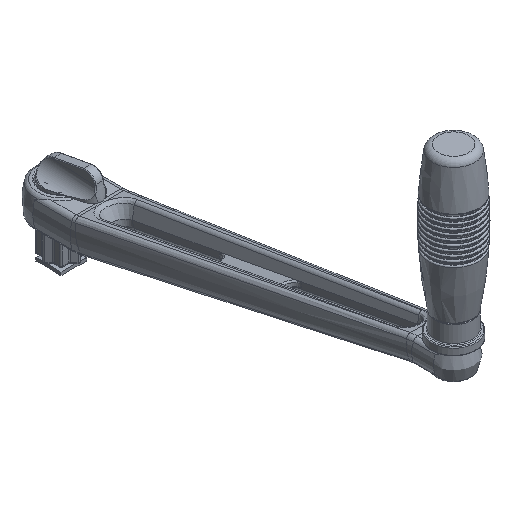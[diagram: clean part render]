
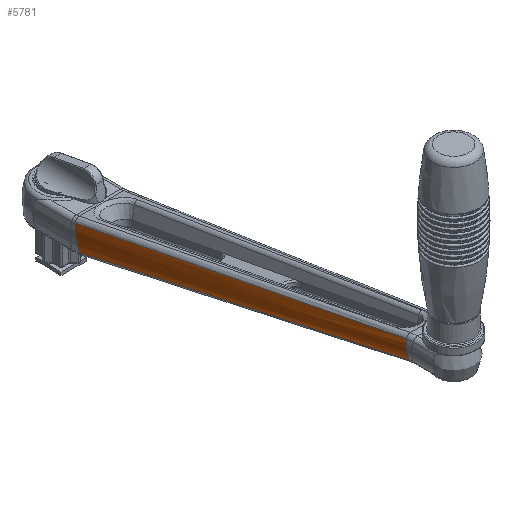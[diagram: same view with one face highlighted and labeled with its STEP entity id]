
A CAD part, isometric view. The second image highlights one B-rep face of the part: STEP entity #5781.
In plain terms, the highlighted free-form (B-spline) face has degree [3, 3] with [8, 4] control points.
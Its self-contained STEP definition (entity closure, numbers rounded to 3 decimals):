
#100=B_SPLINE_SURFACE_WITH_KNOTS('',3,3,((#11863,#11864,#11865,#11866),
(#11867,#11868,#11869,#11870),(#11871,#11872,#11873,#11874),(#11875,#11876,
#11877,#11878),(#11879,#11880,#11881,#11882),(#11883,#11884,#11885,#11886),
(#11887,#11888,#11889,#11890),(#11891,#11892,#11893,#11894)),
 .UNSPECIFIED.,.F.,.F.,.F.,(4,1,1,1,1,4),(4,4),(0.,0.214,0.286,
0.571,0.857,1.),(0.,1.),.UNSPECIFIED.);
#178=B_SPLINE_CURVE_WITH_KNOTS('',3,(#11741,#11742,#11743,#11744),
 .UNSPECIFIED.,.F.,.F.,(4,4),(0.,1.),.UNSPECIFIED.);
#181=B_SPLINE_CURVE_WITH_KNOTS('',3,(#11858,#11859,#11860,#11861),
 .UNSPECIFIED.,.F.,.F.,(4,4),(0.,1.),.UNSPECIFIED.);
#804=FACE_OUTER_BOUND('',#1202,.T.);
#1202=EDGE_LOOP('',(#5012,#5013,#5014,#5015));
#2181=CIRCLE('',#6477,15.);
#2182=CIRCLE('',#6478,29.446);
#2750=VERTEX_POINT('',#11737);
#2751=VERTEX_POINT('',#11739);
#2756=VERTEX_POINT('',#11855);
#2757=VERTEX_POINT('',#11857);
#3518=EDGE_CURVE('',#2750,#2751,#178,.T.);
#3528=EDGE_CURVE('',#2756,#2757,#181,.T.);
#3530=EDGE_CURVE('',#2750,#2756,#2181,.T.);
#3531=EDGE_CURVE('',#2757,#2751,#2182,.T.);
#5012=ORIENTED_EDGE('',*,*,#3530,.F.);
#5013=ORIENTED_EDGE('',*,*,#3518,.T.);
#5014=ORIENTED_EDGE('',*,*,#3531,.F.);
#5015=ORIENTED_EDGE('',*,*,#3528,.F.);
#5781=ADVANCED_FACE('',(#804),#100,.T.);
#6477=AXIS2_PLACEMENT_3D('',#11895,#8107,#8108);
#6478=AXIS2_PLACEMENT_3D('',#11896,#8109,#8110);
#8107=DIRECTION('center_axis',(0.,-0.982,
0.187));
#8108=DIRECTION('ref_axis',(-0.866,-0.094,-0.491));
#8109=DIRECTION('center_axis',(0.,0.982,
-0.187));
#8110=DIRECTION('ref_axis',(-0.964,0.05,0.26));
#11737=CARTESIAN_POINT('',(-11.905,-233.67,54.716));
#11739=CARTESIAN_POINT('',(-17.2,-26.285,18.01));
#11741=CARTESIAN_POINT('Ctrl Pts',(-11.905,-233.67,
54.716));
#11742=CARTESIAN_POINT('Ctrl Pts',(-13.67,-164.542,
42.481));
#11743=CARTESIAN_POINT('Ctrl Pts',(-15.435,-95.414,
30.245));
#11744=CARTESIAN_POINT('Ctrl Pts',(-17.2,-26.285,
18.01));
#11855=CARTESIAN_POINT('',(-11.905,-235.776,43.665));
#11857=CARTESIAN_POINT('',(-17.2,-29.204,2.698));
#11858=CARTESIAN_POINT('Ctrl Pts',(-11.905,-235.776,43.665));
#11859=CARTESIAN_POINT('Ctrl Pts',(-13.67,-166.919,
30.009));
#11860=CARTESIAN_POINT('Ctrl Pts',(-15.435,-98.062,
16.353));
#11861=CARTESIAN_POINT('Ctrl Pts',(-17.2,-29.204,
2.698));
#11863=CARTESIAN_POINT('Ctrl Pts',(-11.905,-235.776,43.665));
#11864=CARTESIAN_POINT('Ctrl Pts',(-13.67,-166.919,
30.009));
#11865=CARTESIAN_POINT('Ctrl Pts',(-15.435,-98.062,
16.353));
#11866=CARTESIAN_POINT('Ctrl Pts',(-17.2,-29.204,
2.698));
#11867=CARTESIAN_POINT('Ctrl Pts',(-12.001,-235.732,43.896));
#11868=CARTESIAN_POINT('Ctrl Pts',(-13.758,-166.873,
30.252));
#11869=CARTESIAN_POINT('Ctrl Pts',(-15.516,-98.013,
16.606));
#11870=CARTESIAN_POINT('Ctrl Pts',(-17.274,-29.154,2.962));
#11871=CARTESIAN_POINT('Ctrl Pts',(-12.302,-235.587,44.657));
#11872=CARTESIAN_POINT('Ctrl Pts',(-14.055,-166.71,
31.107));
#11873=CARTESIAN_POINT('Ctrl Pts',(-15.808,-97.832,
17.557));
#11874=CARTESIAN_POINT('Ctrl Pts',(-17.56,-28.955,4.007));
#11875=CARTESIAN_POINT('Ctrl Pts',(-12.902,-235.153,46.936));
#11876=CARTESIAN_POINT('Ctrl Pts',(-14.652,-166.217,
33.691));
#11877=CARTESIAN_POINT('Ctrl Pts',(-16.402,-97.282,
20.445));
#11878=CARTESIAN_POINT('Ctrl Pts',(-18.152,-28.346,
7.199));
#11879=CARTESIAN_POINT('Ctrl Pts',(-13.201,-234.496,50.384));
#11880=CARTESIAN_POINT('Ctrl Pts',(-14.951,-165.473,
37.596));
#11881=CARTESIAN_POINT('Ctrl Pts',(-16.701,-96.45,
24.807));
#11882=CARTESIAN_POINT('Ctrl Pts',(-18.451,-27.428,
12.018));
#11883=CARTESIAN_POINT('Ctrl Pts',(-12.345,-233.871,53.663));
#11884=CARTESIAN_POINT('Ctrl Pts',(-14.096,-164.764,
41.317));
#11885=CARTESIAN_POINT('Ctrl Pts',(-15.846,-95.657,
28.971));
#11886=CARTESIAN_POINT('Ctrl Pts',(-17.596,-26.55,
16.624));
#11887=CARTESIAN_POINT('Ctrl Pts',(-11.969,-233.699,
54.562));
#11888=CARTESIAN_POINT('Ctrl Pts',(-13.729,-164.573,42.319));
#11889=CARTESIAN_POINT('Ctrl Pts',(-15.489,-95.446,
30.076));
#11890=CARTESIAN_POINT('Ctrl Pts',(-17.249,-26.319,
17.834));
#11891=CARTESIAN_POINT('Ctrl Pts',(-11.905,-233.67,
54.716));
#11892=CARTESIAN_POINT('Ctrl Pts',(-13.67,-164.542,
42.481));
#11893=CARTESIAN_POINT('Ctrl Pts',(-15.435,-95.414,
30.245));
#11894=CARTESIAN_POINT('Ctrl Pts',(-17.2,-26.285,
18.01));
#11895=CARTESIAN_POINT('Origin',(2.,-234.723,49.19));
#11896=CARTESIAN_POINT('Origin',(11.196,-27.745,10.354));
